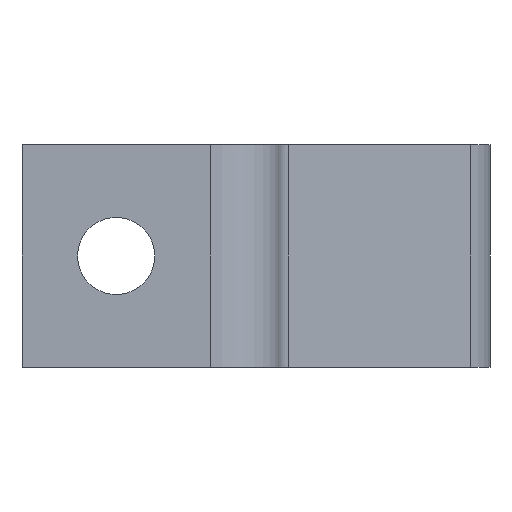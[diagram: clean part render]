
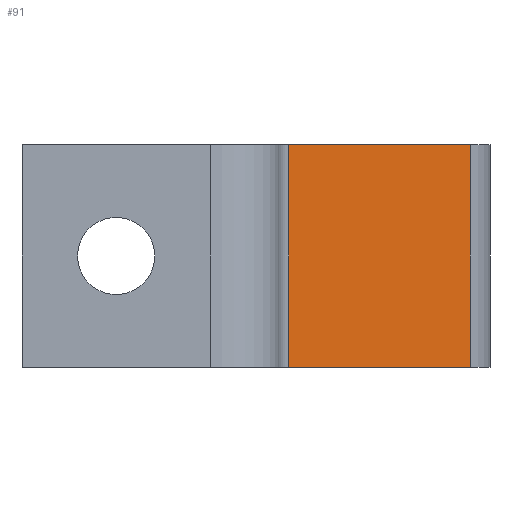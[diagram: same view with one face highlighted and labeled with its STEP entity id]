
A CAD part, left-side view. The second image highlights one B-rep face of the part: STEP entity #91.
In plain terms, the highlighted planar face has unit normal (-0.707, -0.707, 0).
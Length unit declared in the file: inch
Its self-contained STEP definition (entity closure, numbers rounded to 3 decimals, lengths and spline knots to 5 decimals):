
#91=ADVANCED_FACE('',(#176),#177,.T.);
#176=FACE_OUTER_BOUND('',#279,.T.);
#177=PLANE('',#280);
#279=EDGE_LOOP('',(#472,#473,#474,#475));
#280=AXIS2_PLACEMENT_3D('',#476,#477,#478);
#472=ORIENTED_EDGE('',*,*,#560,.T.);
#473=ORIENTED_EDGE('',*,*,#497,.F.);
#474=ORIENTED_EDGE('',*,*,#527,.F.);
#475=ORIENTED_EDGE('',*,*,#509,.T.);
#476=CARTESIAN_POINT('',(2.98483,-2.60983,0.0));
#477=DIRECTION('',(-0.707,-0.707,0.0));
#478=DIRECTION('',(0.707,-0.707,-0.0));
#497=EDGE_CURVE('',#594,#589,#596,.T.);
#509=EDGE_CURVE('',#615,#613,#616,.T.);
#527=EDGE_CURVE('',#615,#594,#641,.T.);
#560=EDGE_CURVE('',#613,#589,#683,.T.);
#589=VERTEX_POINT('',#732);
#594=VERTEX_POINT('',#738);
#596=LINE('',#740,#741);
#613=VERTEX_POINT('',#767);
#615=VERTEX_POINT('',#769);
#616=LINE('',#770,#771);
#641=LINE('',#807,#808);
#683=LINE('',#869,#870);
#732=CARTESIAN_POINT('',(2.32322,-1.94822,1.625));
#738=CARTESIAN_POINT('',(2.32322,-1.94822,0.0));
#740=CARTESIAN_POINT('',(2.32322,-1.94822,0.0));
#741=VECTOR('',#887,1.0);
#767=CARTESIAN_POINT('',(3.64645,-3.27145,1.625));
#769=CARTESIAN_POINT('',(3.64645,-3.27145,0.0));
#770=CARTESIAN_POINT('',(3.64645,-3.27145,0.0));
#771=VECTOR('',#897,1.0);
#807=CARTESIAN_POINT('',(3.64645,-3.27145,0.0));
#808=VECTOR('',#918,1.0);
#869=CARTESIAN_POINT('',(3.64645,-3.27145,1.625));
#870=VECTOR('',#947,1.0);
#887=DIRECTION('',(0.0,0.0,1.0));
#897=DIRECTION('',(0.0,0.0,1.0));
#918=DIRECTION('',(-0.707,0.707,0.0));
#947=DIRECTION('',(-0.707,0.707,0.0));
